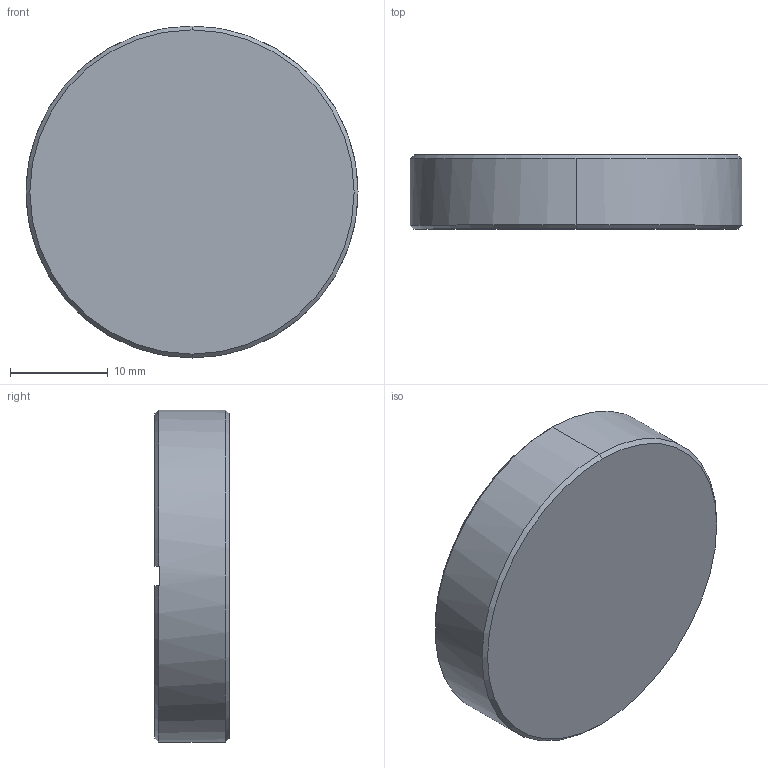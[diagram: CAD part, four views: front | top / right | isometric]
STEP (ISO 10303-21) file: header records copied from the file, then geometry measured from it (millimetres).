
FILE_DESCRIPTION (( 'STEP AP214' ), '1' );
FILE_NAME ('Hositrad_CF16-BHT.STEP', '2017-04-26T10:49:30', ( 'Gebruiker' ), ( '' ), 'SwSTEP 2.0', 'SolidWorks 2017', '' );
FILE_SCHEMA (( 'AUTOMOTIVE_DESIGN' ));
Length unit declared in the file: millimetre
Products named in the file (1): Hositrad_CF16-BHT
Bounding box: 34 x 7.6 x 34 mm (x, y, z)
Volume: 6140.3 mm3; surface area: 3066.4 mm2
Topology: 1 solids, 1 shells, 59 faces, 140 edges, 77 vertices
Faces by surface type: cone 33, cylinder 16, plane 10
Entity records: 1773 total; most frequent: DIRECTION 305, CARTESIAN_POINT 277, ORIENTED_EDGE 256, EDGE_CURVE 128, AXIS2_PLACEMENT_3D 121, VERTEX_POINT 77, EDGE_LOOP 65, LINE 63
